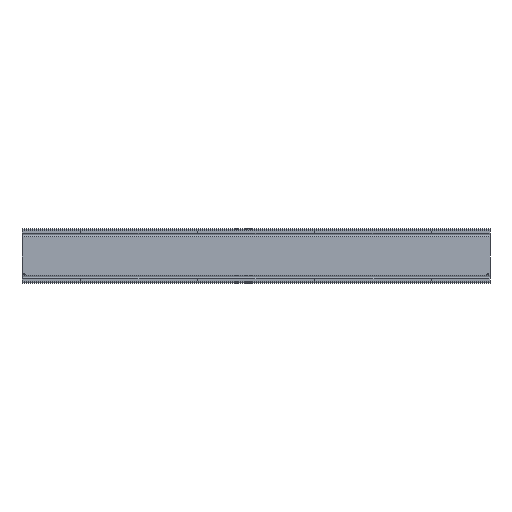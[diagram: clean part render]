
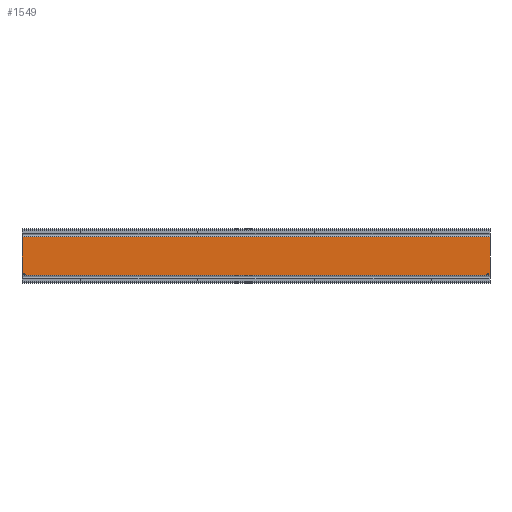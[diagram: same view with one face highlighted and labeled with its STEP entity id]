
A CAD part, top view. The second image highlights one B-rep face of the part: STEP entity #1549.
In plain terms, the highlighted planar face has unit normal (0, 0, 1).
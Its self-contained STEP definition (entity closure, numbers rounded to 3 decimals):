
#18=FACE_BOUND('',#202,.T.);
#19=FACE_BOUND('',#203,.T.);
#67=PLANE('',#1697);
#133=FACE_OUTER_BOUND('',#201,.T.);
#201=EDGE_LOOP('',(#1388,#1389,#1390,#1391));
#202=EDGE_LOOP('',(#1392));
#203=EDGE_LOOP('',(#1393));
#324=LINE('',#2943,#468);
#347=LINE('',#3014,#491);
#348=LINE('',#3017,#492);
#349=LINE('',#3018,#493);
#468=VECTOR('',#2052,1.);
#491=VECTOR('',#2127,1.);
#492=VECTOR('',#2132,1.);
#493=VECTOR('',#2133,1.);
#518=CIRCLE('',#1595,3.);
#532=CIRCLE('',#1618,3.);
#622=VERTEX_POINT('',#2476);
#648=VERTEX_POINT('',#2650);
#710=VERTEX_POINT('',#2939);
#711=VERTEX_POINT('',#2941);
#732=VERTEX_POINT('',#3011);
#733=VERTEX_POINT('',#3013);
#798=EDGE_CURVE('',#622,#622,#518,.T.);
#833=EDGE_CURVE('',#648,#648,#532,.T.);
#934=EDGE_CURVE('',#710,#711,#324,.T.);
#970=EDGE_CURVE('',#732,#733,#347,.T.);
#972=EDGE_CURVE('',#710,#732,#348,.T.);
#973=EDGE_CURVE('',#711,#733,#349,.T.);
#1388=ORIENTED_EDGE('',*,*,#972,.F.);
#1389=ORIENTED_EDGE('',*,*,#934,.T.);
#1390=ORIENTED_EDGE('',*,*,#973,.T.);
#1391=ORIENTED_EDGE('',*,*,#970,.F.);
#1392=ORIENTED_EDGE('',*,*,#798,.T.);
#1393=ORIENTED_EDGE('',*,*,#833,.T.);
#1549=ADVANCED_FACE('',(#133,#18,#19),#67,.F.);
#1595=AXIS2_PLACEMENT_3D('',#2477,#1816,#1817);
#1618=AXIS2_PLACEMENT_3D('',#2651,#1879,#1880);
#1697=AXIS2_PLACEMENT_3D('',#3016,#2130,#2131);
#1816=DIRECTION('center_axis',(0.,0.,-1.));
#1817=DIRECTION('ref_axis',(-1.,0.,0.));
#1879=DIRECTION('center_axis',(0.,0.,-1.));
#1880=DIRECTION('ref_axis',(-1.,0.,0.));
#2052=DIRECTION('',(1.,0.,0.));
#2127=DIRECTION('',(1.,0.,0.));
#2130=DIRECTION('center_axis',(0.,0.,-1.));
#2131=DIRECTION('ref_axis',(0.,1.,0.));
#2132=DIRECTION('',(0.,1.,0.));
#2133=DIRECTION('',(0.,1.,0.));
#2476=CARTESIAN_POINT('',(42.309,31.798,20.521));
#2477=CARTESIAN_POINT('Origin',(39.309,31.798,20.521));
#2650=CARTESIAN_POINT('',(2022.309,31.798,20.521));
#2651=CARTESIAN_POINT('Origin',(2019.309,31.798,20.521));
#2939=CARTESIAN_POINT('',(29.309,27.697,20.521));
#2941=CARTESIAN_POINT('',(2029.309,27.697,20.521));
#2943=CARTESIAN_POINT('',(29.309,27.697,20.521));
#3011=CARTESIAN_POINT('',(29.309,191.899,20.521));
#3013=CARTESIAN_POINT('',(2029.309,191.899,20.521));
#3014=CARTESIAN_POINT('',(29.309,191.899,20.521));
#3016=CARTESIAN_POINT('Origin',(29.309,109.798,20.521));
#3017=CARTESIAN_POINT('',(29.309,109.798,20.521));
#3018=CARTESIAN_POINT('',(2029.309,109.798,20.521));
